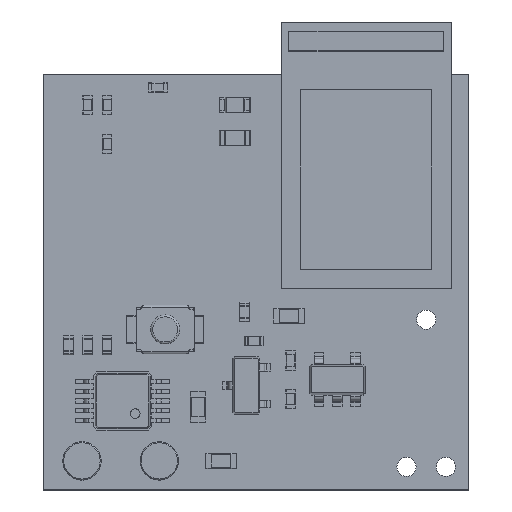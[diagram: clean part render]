
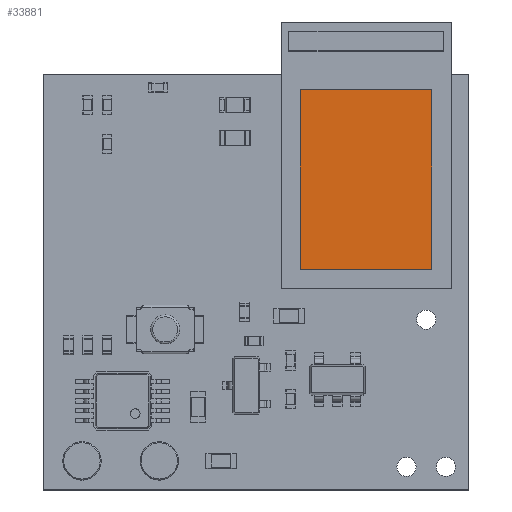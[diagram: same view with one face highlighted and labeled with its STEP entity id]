
A CAD part, top view. The second image highlights one B-rep face of the part: STEP entity #33881.
In plain terms, the highlighted face is planar.
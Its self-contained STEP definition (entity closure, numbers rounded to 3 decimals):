
#33473 = PLANE('',#33474);
#33474 = AXIS2_PLACEMENT_3D('',#33475,#33476,#33477);
#33475 = CARTESIAN_POINT('',(3.4,0.8,-3.4));
#33476 = DIRECTION('',(0.,0.,-1.));
#33477 = DIRECTION('',(-1.,0.,0.));
#33501 = PLANE('',#33502);
#33502 = AXIS2_PLACEMENT_3D('',#33503,#33504,#33505);
#33503 = CARTESIAN_POINT('',(3.4,0.8,5.9));
#33504 = DIRECTION('',(1.,0.,0.));
#33505 = DIRECTION('',(0.,0.,-1.));
#33529 = PLANE('',#33530);
#33530 = AXIS2_PLACEMENT_3D('',#33531,#33532,#33533);
#33531 = CARTESIAN_POINT('',(-3.4,0.8,5.9));
#33532 = DIRECTION('',(0.,0.,1.));
#33533 = DIRECTION('',(1.,0.,0.));
#33555 = PLANE('',#33556);
#33556 = AXIS2_PLACEMENT_3D('',#33557,#33558,#33559);
#33557 = CARTESIAN_POINT('',(-3.4,0.8,-3.4));
#33558 = DIRECTION('',(-1.,0.,0.));
#33559 = DIRECTION('',(0.,0.,1.));
#33685 = VERTEX_POINT('',#33686);
#33686 = CARTESIAN_POINT('',(-3.4,1.8,5.9));
#33707 = EDGE_CURVE('',#33708,#33685,#33710,.T.);
#33708 = VERTEX_POINT('',#33709);
#33709 = CARTESIAN_POINT('',(-3.4,1.8,-3.4));
#33710 = SURFACE_CURVE('',#33711,(#33715,#33722),.PCURVE_S1.);
#33711 = LINE('',#33712,#33713);
#33712 = CARTESIAN_POINT('',(-3.4,1.8,-3.4));
#33713 = VECTOR('',#33714,1.);
#33714 = DIRECTION('',(0.,0.,1.));
#33715 = PCURVE('',#33555,#33716);
#33716 = DEFINITIONAL_REPRESENTATION('',(#33717),#33721);
#33717 = LINE('',#33718,#33719);
#33718 = CARTESIAN_POINT('',(0.,1.));
#33719 = VECTOR('',#33720,1.);
#33720 = DIRECTION('',(1.,0.));
#33721 = ( GEOMETRIC_REPRESENTATION_CONTEXT(2) 
PARAMETRIC_REPRESENTATION_CONTEXT() REPRESENTATION_CONTEXT('2D SPACE',''
  ) );
#33722 = PCURVE('',#33723,#33728);
#33723 = PLANE('',#33724);
#33724 = AXIS2_PLACEMENT_3D('',#33725,#33726,#33727);
#33725 = CARTESIAN_POINT('',(0.,1.8,0.));
#33726 = DIRECTION('',(0.,1.,0.));
#33727 = DIRECTION('',(1.,0.,0.));
#33728 = DEFINITIONAL_REPRESENTATION('',(#33729),#33733);
#33729 = LINE('',#33730,#33731);
#33730 = CARTESIAN_POINT('',(-3.4,3.4));
#33731 = VECTOR('',#33732,1.);
#33732 = DIRECTION('',(0.,-1.));
#33733 = ( GEOMETRIC_REPRESENTATION_CONTEXT(2) 
PARAMETRIC_REPRESENTATION_CONTEXT() REPRESENTATION_CONTEXT('2D SPACE',''
  ) );
#33761 = EDGE_CURVE('',#33762,#33708,#33764,.T.);
#33762 = VERTEX_POINT('',#33763);
#33763 = CARTESIAN_POINT('',(3.4,1.8,-3.4));
#33764 = SURFACE_CURVE('',#33765,(#33769,#33776),.PCURVE_S1.);
#33765 = LINE('',#33766,#33767);
#33766 = CARTESIAN_POINT('',(3.4,1.8,-3.4));
#33767 = VECTOR('',#33768,1.);
#33768 = DIRECTION('',(-1.,0.,0.));
#33769 = PCURVE('',#33473,#33770);
#33770 = DEFINITIONAL_REPRESENTATION('',(#33771),#33775);
#33771 = LINE('',#33772,#33773);
#33772 = CARTESIAN_POINT('',(0.,1.));
#33773 = VECTOR('',#33774,1.);
#33774 = DIRECTION('',(1.,0.));
#33775 = ( GEOMETRIC_REPRESENTATION_CONTEXT(2) 
PARAMETRIC_REPRESENTATION_CONTEXT() REPRESENTATION_CONTEXT('2D SPACE',''
  ) );
#33776 = PCURVE('',#33723,#33777);
#33777 = DEFINITIONAL_REPRESENTATION('',(#33778),#33782);
#33778 = LINE('',#33779,#33780);
#33779 = CARTESIAN_POINT('',(3.4,3.4));
#33780 = VECTOR('',#33781,1.);
#33781 = DIRECTION('',(-1.,0.));
#33782 = ( GEOMETRIC_REPRESENTATION_CONTEXT(2) 
PARAMETRIC_REPRESENTATION_CONTEXT() REPRESENTATION_CONTEXT('2D SPACE',''
  ) );
#33810 = EDGE_CURVE('',#33811,#33762,#33813,.T.);
#33811 = VERTEX_POINT('',#33812);
#33812 = CARTESIAN_POINT('',(3.4,1.8,5.9));
#33813 = SURFACE_CURVE('',#33814,(#33818,#33825),.PCURVE_S1.);
#33814 = LINE('',#33815,#33816);
#33815 = CARTESIAN_POINT('',(3.4,1.8,5.9));
#33816 = VECTOR('',#33817,1.);
#33817 = DIRECTION('',(0.,0.,-1.));
#33818 = PCURVE('',#33501,#33819);
#33819 = DEFINITIONAL_REPRESENTATION('',(#33820),#33824);
#33820 = LINE('',#33821,#33822);
#33821 = CARTESIAN_POINT('',(0.,1.));
#33822 = VECTOR('',#33823,1.);
#33823 = DIRECTION('',(1.,0.));
#33824 = ( GEOMETRIC_REPRESENTATION_CONTEXT(2) 
PARAMETRIC_REPRESENTATION_CONTEXT() REPRESENTATION_CONTEXT('2D SPACE',''
  ) );
#33825 = PCURVE('',#33723,#33826);
#33826 = DEFINITIONAL_REPRESENTATION('',(#33827),#33831);
#33827 = LINE('',#33828,#33829);
#33828 = CARTESIAN_POINT('',(3.4,-5.9));
#33829 = VECTOR('',#33830,1.);
#33830 = DIRECTION('',(0.,1.));
#33831 = ( GEOMETRIC_REPRESENTATION_CONTEXT(2) 
PARAMETRIC_REPRESENTATION_CONTEXT() REPRESENTATION_CONTEXT('2D SPACE',''
  ) );
#33860 = EDGE_CURVE('',#33685,#33811,#33861,.T.);
#33861 = SURFACE_CURVE('',#33862,(#33866,#33873),.PCURVE_S1.);
#33862 = LINE('',#33863,#33864);
#33863 = CARTESIAN_POINT('',(-3.4,1.8,5.9));
#33864 = VECTOR('',#33865,1.);
#33865 = DIRECTION('',(1.,0.,0.));
#33866 = PCURVE('',#33529,#33867);
#33867 = DEFINITIONAL_REPRESENTATION('',(#33868),#33872);
#33868 = LINE('',#33869,#33870);
#33869 = CARTESIAN_POINT('',(0.,1.));
#33870 = VECTOR('',#33871,1.);
#33871 = DIRECTION('',(1.,0.));
#33872 = ( GEOMETRIC_REPRESENTATION_CONTEXT(2) 
PARAMETRIC_REPRESENTATION_CONTEXT() REPRESENTATION_CONTEXT('2D SPACE',''
  ) );
#33873 = PCURVE('',#33723,#33874);
#33874 = DEFINITIONAL_REPRESENTATION('',(#33875),#33879);
#33875 = LINE('',#33876,#33877);
#33876 = CARTESIAN_POINT('',(-3.4,-5.9));
#33877 = VECTOR('',#33878,1.);
#33878 = DIRECTION('',(1.,0.));
#33879 = ( GEOMETRIC_REPRESENTATION_CONTEXT(2) 
PARAMETRIC_REPRESENTATION_CONTEXT() REPRESENTATION_CONTEXT('2D SPACE',''
  ) );
#33881 = ADVANCED_FACE('',(#33882),#33723,.T.);
#33882 = FACE_BOUND('',#33883,.F.);
#33883 = EDGE_LOOP('',(#33884,#33885,#33886,#33887));
#33884 = ORIENTED_EDGE('',*,*,#33707,.F.);
#33885 = ORIENTED_EDGE('',*,*,#33761,.F.);
#33886 = ORIENTED_EDGE('',*,*,#33810,.F.);
#33887 = ORIENTED_EDGE('',*,*,#33860,.F.);
